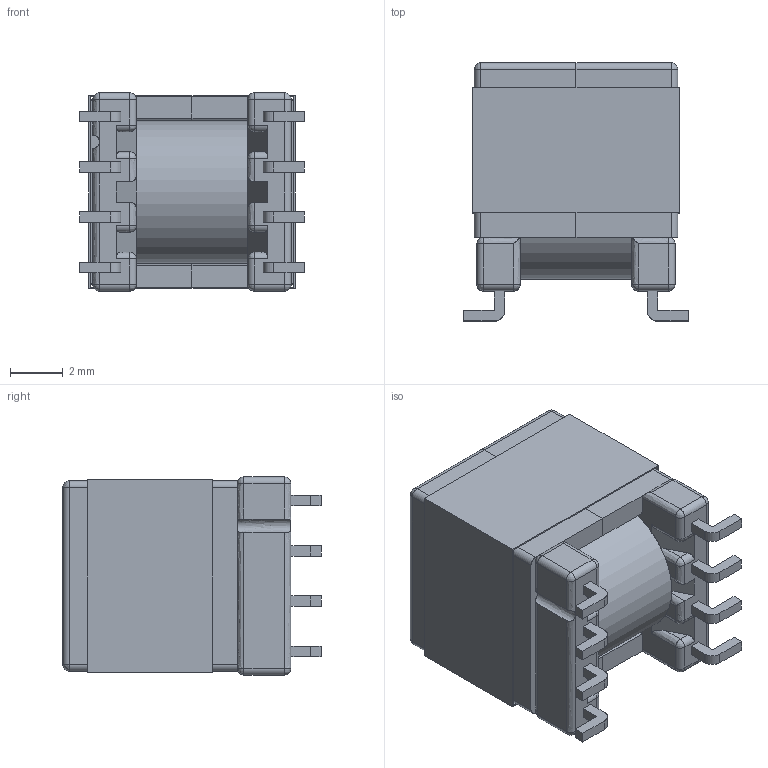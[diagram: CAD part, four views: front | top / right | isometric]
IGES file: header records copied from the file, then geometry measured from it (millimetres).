
Start section: SolidWorks IGES file using analytic representation for surfaces
Global section: file name: EPS7_4971.IGS; native system: SolidWorks 2017; preprocessor: SolidWorks 2017; author: e.wtnpm; date: 210701.151441; units: inch
Bounding box: 8.51 x 9.77 x 7.5 mm (x, y, z)
Surface area: 1296.7 mm2 (no closed solid volume)
Topology: 0 solids, 0 shells, 280 faces, 2166 edges, 2146 vertices
Faces by surface type: bspline 153, revolution 127
